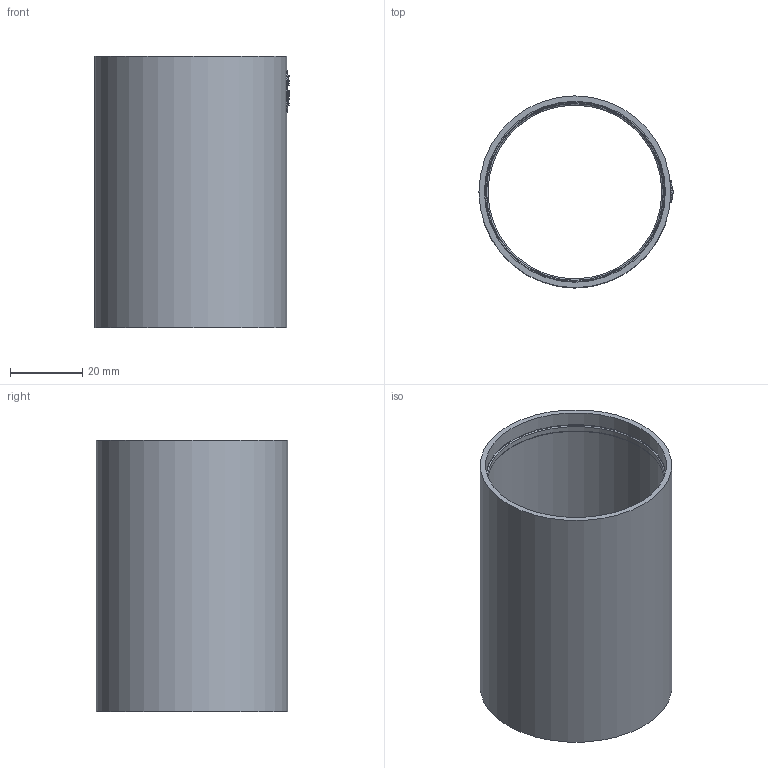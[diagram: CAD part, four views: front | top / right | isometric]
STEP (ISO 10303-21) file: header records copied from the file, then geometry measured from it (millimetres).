
FILE_DESCRIPTION (( 'STEP AP203' ), '1' );
FILE_NAME ('CTA10D-GFLEX50-K08-020 Ìóôòà äëÿ ãîôðèðîâàííûõ òðóá, ïðîçðà÷íàÿ GFLEX50 ÈÝÊ.STEP', '2016-06-09T11:27:43', ( '' ), ( '' ), 'SwSTEP 2.0', 'SolidWorks 2014', '' );
FILE_SCHEMA (( 'CONFIG_CONTROL_DESIGN' ));
Length unit declared in the file: millimetre
Products named in the file (1): CTA10D-GFLEX50-K08-020 Ìóôòà äëÿ ãîôðèðîâàííûõ òðóá, ïðîçðà÷íàÿ GFLEX50 ÈÝÊ
Bounding box: 53.6 x 53 x 75 mm (x, y, z)
Volume: 18822.7 mm3; surface area: 25402.7 mm2
Topology: 5 solids, 5 shells, 88 faces, 217 edges, 142 vertices
Faces by surface type: plane 31, bspline 29, cylinder 22, torus 6
Full cylindrical faces by diameter (mm): 48 x1, 49 x2, 50 x4, 53 x1
Entity records: 4063 total; most frequent: CARTESIAN_POINT 2249, ORIENTED_EDGE 406, DIRECTION 240, EDGE_CURVE 203, VERTEX_POINT 142, EDGE_LOOP 113, FACE_OUTER_BOUND 102, ADVANCED_FACE 88
